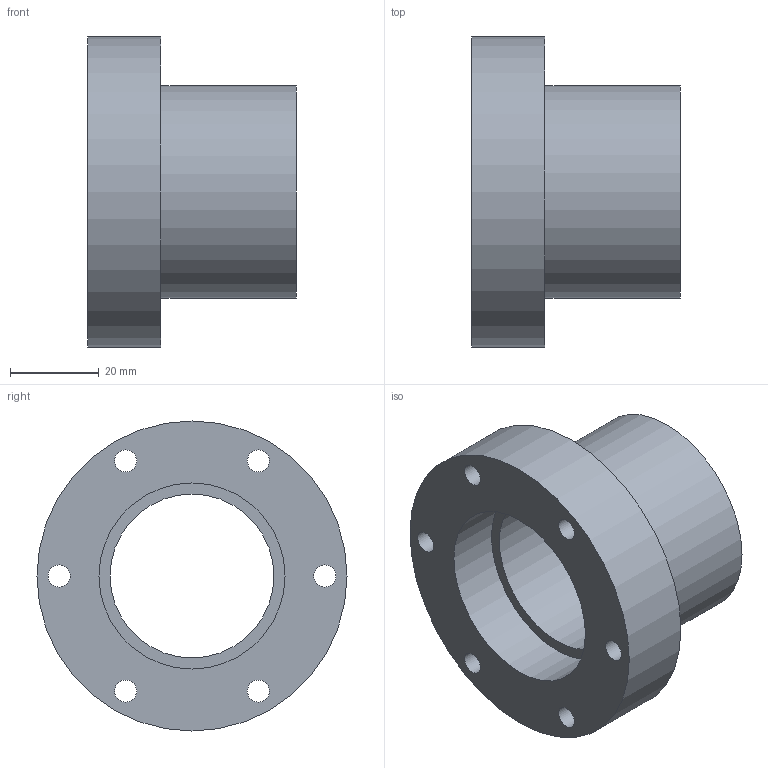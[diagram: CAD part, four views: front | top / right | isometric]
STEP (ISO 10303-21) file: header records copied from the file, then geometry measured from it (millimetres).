
FILE_DESCRIPTION(('STEP AP214'),'1');
FILE_NAME('BMR-042b FOURREAU LIBRE.step','2016-03-29T19:35:29',(' '),(' '),'Spatial InterOp 3D',' ',' ');
FILE_SCHEMA(('automotive_design'));
Length unit declared in the file: millimetre
Products named in the file (1): FOURREAU LIBRE
Bounding box: 47 x 70 x 70 mm (x, y, z)
Volume: 58766.6 mm3; surface area: 20934 mm2
Topology: 1 solids, 1 shells, 16 faces, 40 edges, 29 vertices
Faces by surface type: cylinder 11, plane 5
Full cylindrical faces by diameter (mm): 5 x6, 37 x1, 42 x2, 48 x1, 70 x1
Entity records: 557 total; most frequent: DIRECTION 78, CARTESIAN_POINT 61, EDGE_LOOP 44, ORIENTED_EDGE 44, AXIS2_PLACEMENT_3D 39, FACE_OUTER_BOUND 27, EDGE_CURVE 22, VERTEX_POINT 22
